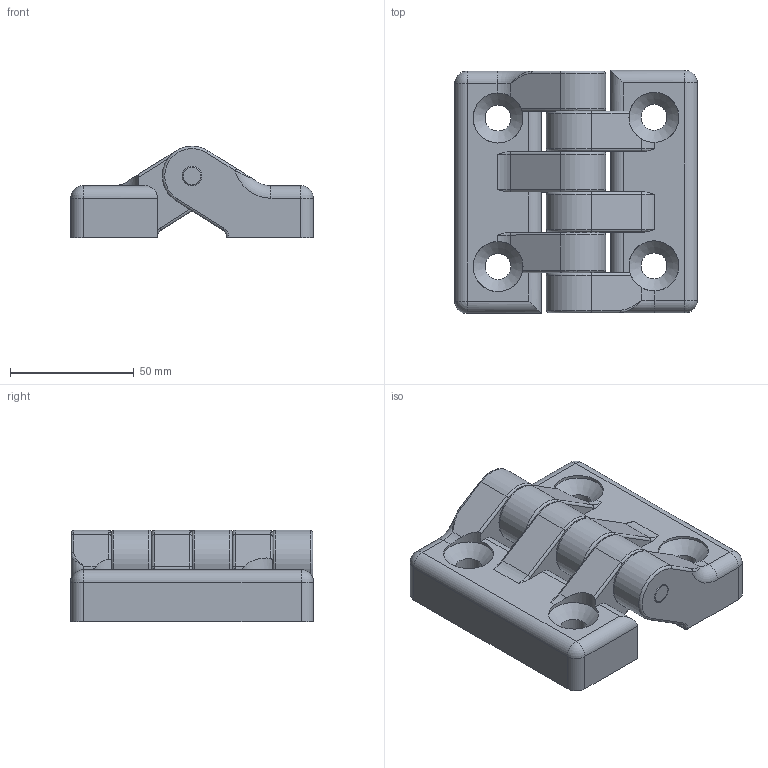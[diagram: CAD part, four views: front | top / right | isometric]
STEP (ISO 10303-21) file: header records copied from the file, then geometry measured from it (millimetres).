
FILE_DESCRIPTION( ( 'Unknown' ), '1' );
FILE_NAME( '6388040_C98A.stp', 'Unknown', ( 'Unknown' ), ( 'Unknown' ), 'XStep 1.0', 'Unknown', ' ' );
FILE_SCHEMA( ( 'CONFIG_CONTROL_DESIGN' ) );
Length unit declared in the file: millimetre
Products named in the file (1): 1
Bounding box: 98 x 98.2 x 36.99 mm (x, y, z)
Volume: 156004.4 mm3; surface area: 57049.6 mm2
Topology: 1 solids, 1 shells, 288 faces, 771 edges, 487 vertices
Faces by surface type: plane 148, cylinder 96, torus 32, cone 6, sphere 4, bspline 2
Full cylindrical faces by diameter (mm): 8 x4, 10.5 x4, 20.2 x4
Entity records: 9196 total; most frequent: CARTESIAN_POINT 2035, DIRECTION 1506, ORIENTED_EDGE 1458, EDGE_CURVE 729, AXIS2_PLACEMENT_3D 518, LINE 470, VECTOR 470, VERTEX_POINT 469
